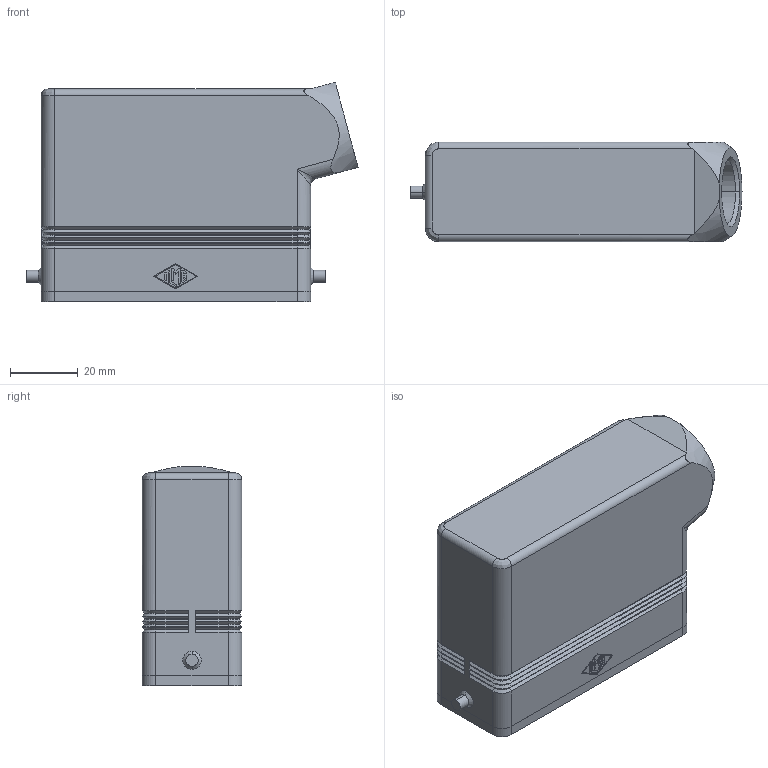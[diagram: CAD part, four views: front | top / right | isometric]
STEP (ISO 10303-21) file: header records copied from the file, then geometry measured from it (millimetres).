
FILE_DESCRIPTION(('Creo Elements/Direct Modeling STEP Export'),'2;1');
FILE_NAME('0lndrp33tmn08h33864','2015-11-13T14:01:04',(''),(''),'PTC Creo Elements/Direct Modeling STEP processor for AP214 (Solid Model)','PTC Creo Elements/Direct Modeling 19.0B 21-Mar-2015 (C) Parametric Technology GmbH','');
FILE_SCHEMA(('AUTOMOTIVE_DESIGN { 1 0 10303 214 1 1 1 1 }'));
Length unit declared in the file: millimetre
Products named in the file (1): CZOT_15.4_L
Bounding box: 98.01 x 29.41 x 64.75 mm (x, y, z)
Volume: 54329.6 mm3; surface area: 31458.7 mm2
Topology: 1 solids, 1 shells, 317 faces, 749 edges, 443 vertices
Faces by surface type: plane 175, cylinder 89, cone 48, bspline 5
Entity records: 9332 total; most frequent: CARTESIAN_POINT 2155, ORIENTED_EDGE 1478, DIRECTION 1463, EDGE_CURVE 739, VECTOR 539, LINE 539, AXIS2_PLACEMENT_3D 462, VERTEX_POINT 443
